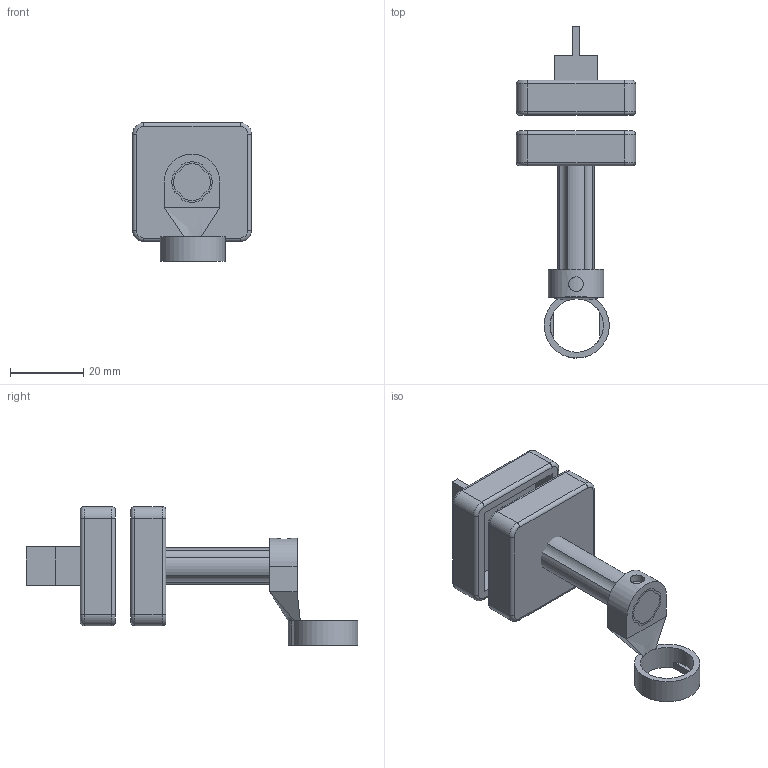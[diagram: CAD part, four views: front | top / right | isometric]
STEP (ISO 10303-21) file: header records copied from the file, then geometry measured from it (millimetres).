
FILE_DESCRIPTION(/* description */ (''),/* implementation_level */ '2;1');
FILE_NAME(/* name */ 'Cantilever Holder #12.step',/* time_stamp */ '2024-06-17T20:51:50-04:00',/* author */ (''),/* organization */ (''),/* preprocessor_version */ 'ST-DEVELOPER v20',/* originating_system */ 'Autodesk Translation Framework v12.20.1.177',/* authorisation */ '');
FILE_SCHEMA (('AUTOMOTIVE_DESIGN { 1 0 10303 214 3 1 1 }'));
Length unit declared in the file: millimetre
Products named in the file (6): #5113; Component1; #5115; KB1P_M (Fusion Version) v16; KB25/M(Skin or Cxn Base)_skin(TOP) v1; KB25/M(Skin or Cxn Base)_skin(BOTTOM) v1
Assembly tree (5 placements, depth 3):
  #5113
    Component1
    #5115
      KB1P_M (Fusion Version) v16
    KB25/M(Skin or Cxn Base)_skin(TOP) v1
    KB25/M(Skin or Cxn Base)_skin(BOTTOM) v1
Bounding box: 32.54 x 90.66 x 37.94 mm (x, y, z)
Volume: 16919.1 mm3; surface area: 12786.6 mm2
Topology: 7 solids, 7 shells, 157 faces, 376 edges, 233 vertices
Faces by surface type: cylinder 73, plane 61, torus 16, bspline 7
Full cylindrical faces by diameter (mm): 4 x1, 4.014 x2, 4.775 x1, 5.283 x1, 14.6 x1
Entity records: 5184 total; most frequent: CARTESIAN_POINT 1181, DIRECTION 841, ORIENTED_EDGE 766, EDGE_CURVE 383, AXIS2_PLACEMENT_3D 327, VERTEX_POINT 233, LINE 187, VECTOR 187
